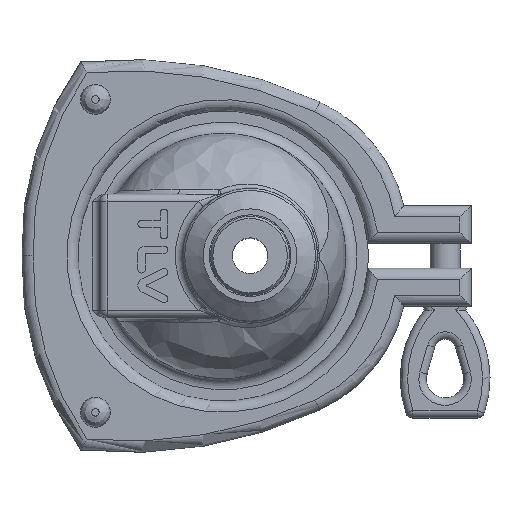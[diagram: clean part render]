
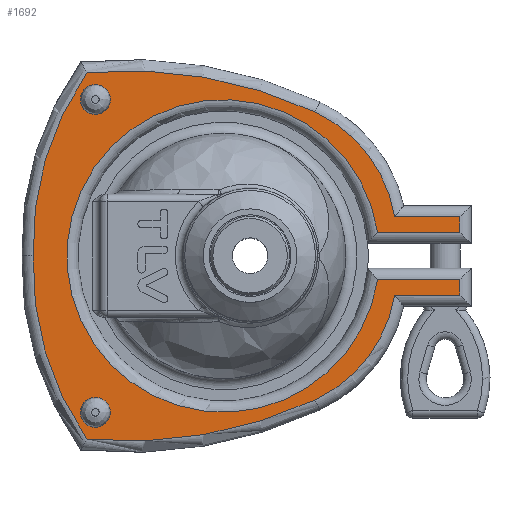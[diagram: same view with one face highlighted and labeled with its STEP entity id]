
A CAD part, top view. The second image highlights one B-rep face of the part: STEP entity #1692.
In plain terms, the highlighted planar face has unit normal (0, 0, 1).
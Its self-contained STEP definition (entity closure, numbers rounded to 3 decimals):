
#877=CARTESIAN_POINT('',(41.272,6.3,11.5));
#878=VERTEX_POINT('',#877);
#896=CARTESIAN_POINT('',(41.272,-6.3,11.5));
#897=VERTEX_POINT('',#896);
#898=CARTESIAN_POINT('',(0.,0.,11.5));
#899=DIRECTION('',(0.0,0.0,1.0));
#900=DIRECTION('',(-1.0,0.0,0.0));
#901=AXIS2_PLACEMENT_3D('',#898,#899,#900);
#902=CIRCLE('',#901,41.75);
#903=EDGE_CURVE('',#878,#897,#902,.T.);
#930=CARTESIAN_POINT('',(63.26,-6.3,11.5));
#931=VERTEX_POINT('',#930);
#932=CARTESIAN_POINT('',(41.272,-6.3,11.5));
#933=DIRECTION('',(1.0,0.0,0.0));
#934=VECTOR('',#933,21.988);
#935=LINE('',#932,#934);
#936=EDGE_CURVE('',#897,#931,#935,.T.);
#962=CARTESIAN_POINT('',(63.26,-10.46,11.5));
#963=VERTEX_POINT('',#962);
#964=CARTESIAN_POINT('',(63.26,-6.3,11.5));
#965=DIRECTION('',(0.0,-1.0,0.0));
#966=VECTOR('',#965,4.16);
#967=LINE('',#964,#966);
#968=EDGE_CURVE('',#931,#963,#967,.T.);
#1001=CARTESIAN_POINT('',(45.789,-10.46,11.5));
#1002=VERTEX_POINT('',#1001);
#1003=CARTESIAN_POINT('',(63.26,-10.46,11.5));
#1004=DIRECTION('',(-1.0,0.0,0.0));
#1005=VECTOR('',#1004,17.471);
#1006=LINE('',#1003,#1005);
#1007=EDGE_CURVE('',#963,#1002,#1006,.T.);
#1034=CARTESIAN_POINT('',(24.589,-38.444,11.5));
#1035=VERTEX_POINT('',#1034);
#1043=CARTESIAN_POINT('',(-36.343,-49.003,11.5));
#1044=VERTEX_POINT('',#1043);
#1045=CARTESIAN_POINT('',(-25.484,69.42,11.5));
#1046=DIRECTION('',(0.,0.,-1.0));
#1047=DIRECTION('',(0.165,-0.986,0.));
#1048=AXIS2_PLACEMENT_3D('',#1045,#1046,#1047);
#1049=CIRCLE('',#1048,118.92);
#1050=EDGE_CURVE('',#1035,#1044,#1049,.T.);
#1080=CARTESIAN_POINT('',(-50.738,0.,11.5));
#1081=VERTEX_POINT('',#1080);
#1082=CARTESIAN_POINT('',(30.03,-2.89,11.5));
#1083=DIRECTION('',(0.,0.,-1.0));
#1084=DIRECTION('',(-0.957,-0.29,0.));
#1085=AXIS2_PLACEMENT_3D('',#1082,#1083,#1084);
#1086=CIRCLE('',#1085,80.82);
#1087=EDGE_CURVE('',#1044,#1081,#1086,.T.);
#1112=CARTESIAN_POINT('',(-36.343,49.003,11.5));
#1113=VERTEX_POINT('',#1112);
#1114=CARTESIAN_POINT('',(30.03,2.89,11.5));
#1115=DIRECTION('',(0.,0.,-1.0));
#1116=DIRECTION('',(-0.957,0.29,0.));
#1117=AXIS2_PLACEMENT_3D('',#1114,#1115,#1116);
#1118=CIRCLE('',#1117,80.82);
#1119=EDGE_CURVE('',#1081,#1113,#1118,.T.);
#1148=CARTESIAN_POINT('',(24.589,38.444,11.5));
#1149=VERTEX_POINT('',#1148);
#1159=CARTESIAN_POINT('',(-25.484,-69.42,11.5));
#1160=DIRECTION('',(0.,0.,-1.0));
#1161=DIRECTION('',(0.165,0.986,0.));
#1162=AXIS2_PLACEMENT_3D('',#1159,#1160,#1161);
#1163=CIRCLE('',#1162,118.92);
#1164=EDGE_CURVE('',#1113,#1149,#1163,.T.);
#1176=CARTESIAN_POINT('',(45.789,10.46,11.5));
#1177=VERTEX_POINT('',#1176);
#1178=CARTESIAN_POINT('',(8.82,4.476,11.5));
#1179=DIRECTION('',(0.,0.,-1.0));
#1180=DIRECTION('',(0.778,0.629,0.));
#1181=AXIS2_PLACEMENT_3D('',#1178,#1179,#1180);
#1182=CIRCLE('',#1181,37.45);
#1183=EDGE_CURVE('',#1149,#1177,#1182,.T.);
#1210=CARTESIAN_POINT('',(8.82,-4.476,11.5));
#1211=DIRECTION('',(0.,0.,-1.0));
#1212=DIRECTION('',(0.778,-0.629,0.));
#1213=AXIS2_PLACEMENT_3D('',#1210,#1211,#1212);
#1214=CIRCLE('',#1213,37.45);
#1215=EDGE_CURVE('',#1002,#1035,#1214,.T.);
#1228=CARTESIAN_POINT('',(63.26,10.46,11.5));
#1229=VERTEX_POINT('',#1228);
#1230=CARTESIAN_POINT('',(45.789,10.46,11.5));
#1231=DIRECTION('',(1.0,0.0,0.0));
#1232=VECTOR('',#1231,17.471);
#1233=LINE('',#1230,#1232);
#1234=EDGE_CURVE('',#1177,#1229,#1233,.T.);
#1262=CARTESIAN_POINT('',(63.26,6.3,11.5));
#1263=VERTEX_POINT('',#1262);
#1264=CARTESIAN_POINT('',(63.26,10.46,11.5));
#1265=DIRECTION('',(0.0,-1.0,0.0));
#1266=VECTOR('',#1265,4.16);
#1267=LINE('',#1264,#1266);
#1268=EDGE_CURVE('',#1229,#1263,#1267,.T.);
#1292=CARTESIAN_POINT('',(63.26,6.3,11.5));
#1293=DIRECTION('',(-1.0,0.0,0.0));
#1294=VECTOR('',#1293,21.988);
#1295=LINE('',#1292,#1294);
#1296=EDGE_CURVE('',#1263,#878,#1295,.T.);
#1650=CARTESIAN_POINT('',(2.132,25.65,11.5));
#1651=DIRECTION('',(0.0,0.0,1.0));
#1652=DIRECTION('',(1.0,0.0,0.0));
#1653=AXIS2_PLACEMENT_3D('',#1650,#1651,#1652);
#1654=PLANE('',#1653);
#1655=ORIENTED_EDGE('',*,*,#1050,.F.);
#1656=ORIENTED_EDGE('',*,*,#1215,.F.);
#1657=ORIENTED_EDGE('',*,*,#1007,.F.);
#1658=ORIENTED_EDGE('',*,*,#968,.F.);
#1659=ORIENTED_EDGE('',*,*,#936,.F.);
#1660=ORIENTED_EDGE('',*,*,#903,.F.);
#1661=ORIENTED_EDGE('',*,*,#1296,.F.);
#1662=ORIENTED_EDGE('',*,*,#1268,.F.);
#1663=ORIENTED_EDGE('',*,*,#1234,.F.);
#1664=ORIENTED_EDGE('',*,*,#1183,.F.);
#1665=ORIENTED_EDGE('',*,*,#1164,.F.);
#1666=ORIENTED_EDGE('',*,*,#1119,.F.);
#1667=ORIENTED_EDGE('',*,*,#1087,.F.);
#1668=EDGE_LOOP('',(#1655,#1656,#1657,#1658,#1659,#1660,#1661,#1662,#1663,#1664,#1665,#1666,#1667));
#1669=FACE_OUTER_BOUND('',#1668,.T.);
#1670=CARTESIAN_POINT('',(-30.13,41.79,11.5));
#1671=VERTEX_POINT('',#1670);
#1672=CARTESIAN_POINT('',(-34.13,41.79,11.5));
#1673=DIRECTION('',(0.0,0.0,-1.0));
#1674=DIRECTION('',(-1.0,0.0,0.0));
#1675=AXIS2_PLACEMENT_3D('',#1672,#1673,#1674);
#1676=CIRCLE('',#1675,4.0);
#1677=EDGE_CURVE('',#1671,#1671,#1676,.T.);
#1678=ORIENTED_EDGE('',*,*,#1677,.T.);
#1679=EDGE_LOOP('',(#1678));
#1680=FACE_BOUND('',#1679,.T.);
#1681=CARTESIAN_POINT('',(-30.13,-41.79,11.5));
#1682=VERTEX_POINT('',#1681);
#1683=CARTESIAN_POINT('',(-34.13,-41.79,11.5));
#1684=DIRECTION('',(0.0,0.0,1.0));
#1685=DIRECTION('',(-1.0,0.0,0.0));
#1686=AXIS2_PLACEMENT_3D('',#1683,#1684,#1685);
#1687=CIRCLE('',#1686,4.0);
#1688=EDGE_CURVE('',#1682,#1682,#1687,.T.);
#1689=ORIENTED_EDGE('',*,*,#1688,.F.);
#1690=EDGE_LOOP('',(#1689));
#1691=FACE_BOUND('',#1690,.T.);
#1692=ADVANCED_FACE('',(#1669,#1680,#1691),#1654,.T.);
